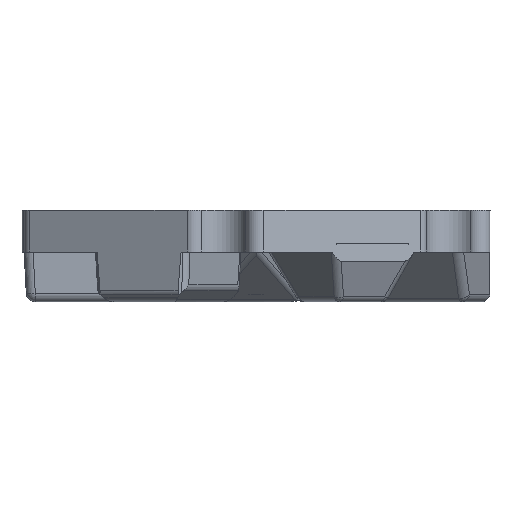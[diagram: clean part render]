
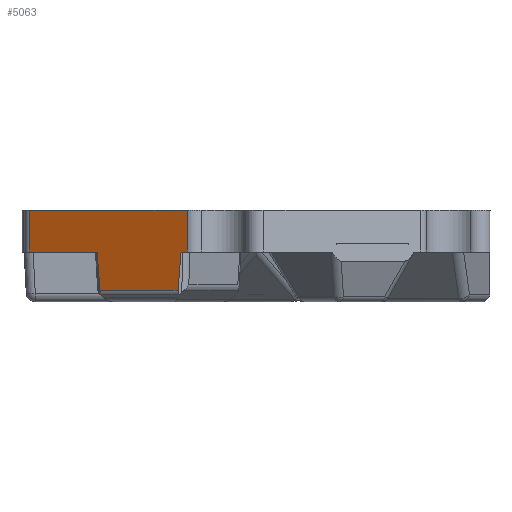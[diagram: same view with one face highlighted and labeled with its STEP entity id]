
A CAD part, front view. The second image highlights one B-rep face of the part: STEP entity #5063.
In plain terms, the highlighted planar face has unit normal (-0.5, -0.866, 0).
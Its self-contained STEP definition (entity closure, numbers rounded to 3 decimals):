
#210=PLANE('',#5455);
#386=FACE_OUTER_BOUND('',#689,.T.);
#689=EDGE_LOOP('',(#3654,#3655,#3656,#3657,#3658,#3659,#3660,#3661));
#1029=LINE('',#7779,#1512);
#1077=LINE('',#7927,#1560);
#1079=LINE('',#7933,#1562);
#1080=LINE('',#7935,#1563);
#1081=LINE('',#7937,#1564);
#1082=LINE('',#7939,#1565);
#1083=LINE('',#7941,#1566);
#1084=LINE('',#7942,#1567);
#1512=VECTOR('',#6100,10.);
#1560=VECTOR('',#6272,10.);
#1562=VECTOR('',#6278,2.);
#1563=VECTOR('',#6279,10.);
#1564=VECTOR('',#6280,10.);
#1565=VECTOR('',#6281,10.);
#1566=VECTOR('',#6282,10.);
#1567=VECTOR('',#6283,10.);
#2195=VERTEX_POINT('',#7776);
#2196=VERTEX_POINT('',#7778);
#2234=VERTEX_POINT('',#7926);
#2236=VERTEX_POINT('',#7932);
#2237=VERTEX_POINT('',#7934);
#2238=VERTEX_POINT('',#7936);
#2239=VERTEX_POINT('',#7938);
#2240=VERTEX_POINT('',#7940);
#2700=EDGE_CURVE('',#2195,#2196,#1029,.T.);
#2774=EDGE_CURVE('',#2196,#2234,#1077,.T.);
#2777=EDGE_CURVE('',#2236,#2195,#1079,.T.);
#2778=EDGE_CURVE('',#2236,#2237,#1080,.T.);
#2779=EDGE_CURVE('',#2237,#2238,#1081,.T.);
#2780=EDGE_CURVE('',#2239,#2238,#1082,.T.);
#2781=EDGE_CURVE('',#2239,#2240,#1083,.T.);
#2782=EDGE_CURVE('',#2240,#2234,#1084,.T.);
#3654=ORIENTED_EDGE('',*,*,#2774,.F.);
#3655=ORIENTED_EDGE('',*,*,#2700,.F.);
#3656=ORIENTED_EDGE('',*,*,#2777,.F.);
#3657=ORIENTED_EDGE('',*,*,#2778,.T.);
#3658=ORIENTED_EDGE('',*,*,#2779,.T.);
#3659=ORIENTED_EDGE('',*,*,#2780,.F.);
#3660=ORIENTED_EDGE('',*,*,#2781,.T.);
#3661=ORIENTED_EDGE('',*,*,#2782,.T.);
#5063=ADVANCED_FACE('',(#386),#210,.T.);
#5455=AXIS2_PLACEMENT_3D('',#7931,#6276,#6277);
#6100=DIRECTION('',(0.866,-0.5,0.));
#6272=DIRECTION('',(0.,0.,-1.));
#6276=DIRECTION('center_axis',(-0.5,-0.866,0.));
#6277=DIRECTION('ref_axis',(0.866,-0.5,0.));
#6278=DIRECTION('',(0.,0.,1.));
#6279=DIRECTION('',(0.866,-0.5,0.));
#6280=DIRECTION('',(0.078,-0.045,-0.996));
#6281=DIRECTION('',(-0.866,0.5,0.));
#6282=DIRECTION('',(0.078,-0.045,0.996));
#6283=DIRECTION('',(0.866,-0.5,0.));
#7776=CARTESIAN_POINT('',(-39.472,-22.268,15.423));
#7778=CARTESIAN_POINT('',(-13.282,-37.389,15.423));
#7779=CARTESIAN_POINT('',(-40.798,-21.502,15.423));
#7926=CARTESIAN_POINT('',(-13.282,-37.389,8.423));
#7927=CARTESIAN_POINT('',(-13.282,-37.389,9.923));
#7931=CARTESIAN_POINT('Origin',(-40.798,-21.502,9.923));
#7932=CARTESIAN_POINT('',(-39.472,-22.268,8.423));
#7933=CARTESIAN_POINT('',(-39.472,-22.268,9.923));
#7934=CARTESIAN_POINT('',(-28.276,-28.732,8.423));
#7935=CARTESIAN_POINT('',(-11.44,-38.452,8.423));
#7936=CARTESIAN_POINT('',(-27.781,-29.018,2.086));
#7937=CARTESIAN_POINT('',(-28.149,-28.805,6.806));
#7938=CARTESIAN_POINT('',(-14.777,-36.525,2.085));
#7939=CARTESIAN_POINT('',(-34.849,-24.937,2.086));
#7940=CARTESIAN_POINT('',(-14.283,-36.811,8.423));
#7941=CARTESIAN_POINT('',(-14.609,-36.622,4.238));
#7942=CARTESIAN_POINT('',(-11.44,-38.452,8.423));
